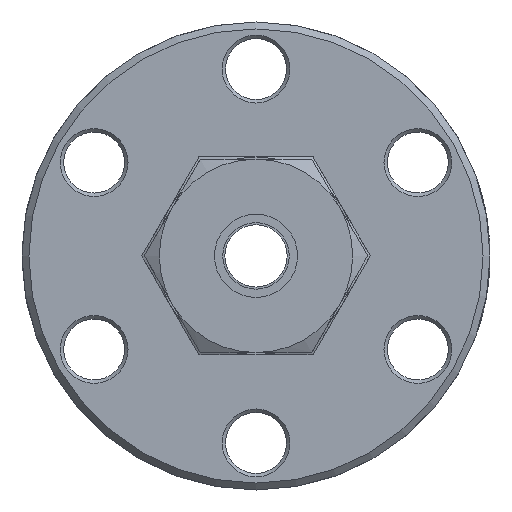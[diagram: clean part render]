
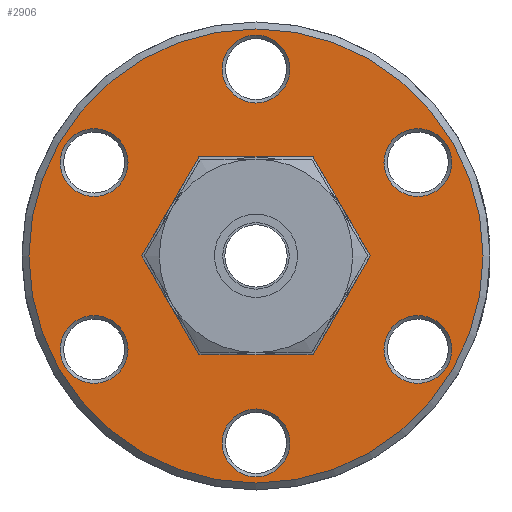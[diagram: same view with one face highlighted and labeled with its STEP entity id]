
A CAD part, front view. The second image highlights one B-rep face of the part: STEP entity #2906.
In plain terms, the highlighted planar face has unit normal (0, -1, 0).
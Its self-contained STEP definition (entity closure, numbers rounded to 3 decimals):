
#293=FACE_BOUND('',#577,.T.);
#294=FACE_BOUND('',#578,.T.);
#295=FACE_BOUND('',#579,.T.);
#296=FACE_BOUND('',#580,.T.);
#297=FACE_BOUND('',#581,.T.);
#298=FACE_BOUND('',#582,.T.);
#299=FACE_BOUND('',#583,.T.);
#323=PLANE('',#3195);
#394=FACE_OUTER_BOUND('',#576,.T.);
#576=EDGE_LOOP('',(#1988));
#577=EDGE_LOOP('',(#1989));
#578=EDGE_LOOP('',(#1990));
#579=EDGE_LOOP('',(#1991));
#580=EDGE_LOOP('',(#1992));
#581=EDGE_LOOP('',(#1993));
#582=EDGE_LOOP('',(#1994));
#583=EDGE_LOOP('',(#1995));
#1100=CIRCLE('',#3189,3.175);
#1104=CIRCLE('',#3194,16.4);
#1105=CIRCLE('',#3196,2.45);
#1106=CIRCLE('',#3197,2.45);
#1107=CIRCLE('',#3198,2.45);
#1108=CIRCLE('',#3199,2.45);
#1109=CIRCLE('',#3200,2.45);
#1110=CIRCLE('',#3201,2.45);
#1229=VERTEX_POINT('',#4257);
#1233=VERTEX_POINT('',#4267);
#1234=VERTEX_POINT('',#4271);
#1235=VERTEX_POINT('',#4273);
#1236=VERTEX_POINT('',#4275);
#1237=VERTEX_POINT('',#4277);
#1238=VERTEX_POINT('',#4279);
#1239=VERTEX_POINT('',#4281);
#1521=EDGE_CURVE('',#1229,#1229,#1100,.T.);
#1527=EDGE_CURVE('',#1233,#1233,#1104,.T.);
#1528=EDGE_CURVE('',#1234,#1234,#1105,.T.);
#1529=EDGE_CURVE('',#1235,#1235,#1106,.T.);
#1530=EDGE_CURVE('',#1236,#1236,#1107,.T.);
#1531=EDGE_CURVE('',#1237,#1237,#1108,.T.);
#1532=EDGE_CURVE('',#1238,#1238,#1109,.T.);
#1533=EDGE_CURVE('',#1239,#1239,#1110,.T.);
#1988=ORIENTED_EDGE('',*,*,#1527,.F.);
#1989=ORIENTED_EDGE('',*,*,#1521,.T.);
#1990=ORIENTED_EDGE('',*,*,#1528,.F.);
#1991=ORIENTED_EDGE('',*,*,#1529,.F.);
#1992=ORIENTED_EDGE('',*,*,#1530,.F.);
#1993=ORIENTED_EDGE('',*,*,#1531,.F.);
#1994=ORIENTED_EDGE('',*,*,#1532,.F.);
#1995=ORIENTED_EDGE('',*,*,#1533,.F.);
#2906=ADVANCED_FACE('',(#394,#293,#294,#295,#296,#297,#298,#299),#323,.T.);
#3189=AXIS2_PLACEMENT_3D('',#4258,#3504,#3505);
#3194=AXIS2_PLACEMENT_3D('',#4269,#3516,#3517);
#3195=AXIS2_PLACEMENT_3D('',#4270,#3518,#3519);
#3196=AXIS2_PLACEMENT_3D('',#4272,#3520,#3521);
#3197=AXIS2_PLACEMENT_3D('',#4274,#3522,#3523);
#3198=AXIS2_PLACEMENT_3D('',#4276,#3524,#3525);
#3199=AXIS2_PLACEMENT_3D('',#4278,#3526,#3527);
#3200=AXIS2_PLACEMENT_3D('',#4280,#3528,#3529);
#3201=AXIS2_PLACEMENT_3D('',#4282,#3530,#3531);
#3504=DIRECTION('center_axis',(0.,1.,0.));
#3505=DIRECTION('ref_axis',(-1.,0.,0.));
#3516=DIRECTION('center_axis',(0.,1.,0.));
#3517=DIRECTION('ref_axis',(1.,0.,0.));
#3518=DIRECTION('center_axis',(0.,-1.,0.));
#3519=DIRECTION('ref_axis',(0.,0.,-1.));
#3520=DIRECTION('center_axis',(0.,-1.,0.));
#3521=DIRECTION('ref_axis',(0.5,0.,0.866));
#3522=DIRECTION('center_axis',(0.,-1.,0.));
#3523=DIRECTION('ref_axis',(-1.,0.,0.));
#3524=DIRECTION('center_axis',(0.,-1.,0.));
#3525=DIRECTION('ref_axis',(0.5,0.,-0.866));
#3526=DIRECTION('center_axis',(0.,-1.,0.));
#3527=DIRECTION('ref_axis',(1.,0.,0.));
#3528=DIRECTION('center_axis',(0.,-1.,0.));
#3529=DIRECTION('ref_axis',(-0.5,0.,-0.866));
#3530=DIRECTION('center_axis',(0.,-1.,0.));
#3531=DIRECTION('ref_axis',(-0.5,0.,0.866));
#4257=CARTESIAN_POINT('',(3.175,0.,0.009));
#4258=CARTESIAN_POINT('Origin',(0.,0.,0.009));
#4267=CARTESIAN_POINT('',(-16.4,0.,0.));
#4269=CARTESIAN_POINT('Origin',(0.,0.,0.));
#4270=CARTESIAN_POINT('Origin',(-16.9,0.,0.));
#4271=CARTESIAN_POINT('',(10.466,0.,-8.872));
#4272=CARTESIAN_POINT('Origin',(11.691,0.,-6.75));
#4273=CARTESIAN_POINT('',(2.45,0.,13.5));
#4274=CARTESIAN_POINT('Origin',(0.,0.,13.5));
#4275=CARTESIAN_POINT('',(-12.916,0.,-4.628));
#4276=CARTESIAN_POINT('Origin',(-11.691,0.,
-6.75));
#4277=CARTESIAN_POINT('',(-2.45,0.,-13.5));
#4278=CARTESIAN_POINT('Origin',(0.,0.,-13.5));
#4279=CARTESIAN_POINT('',(-10.466,0.,8.872));
#4280=CARTESIAN_POINT('Origin',(-11.691,0.,6.75));
#4281=CARTESIAN_POINT('',(12.916,0.,4.628));
#4282=CARTESIAN_POINT('Origin',(11.691,0.,6.75));
